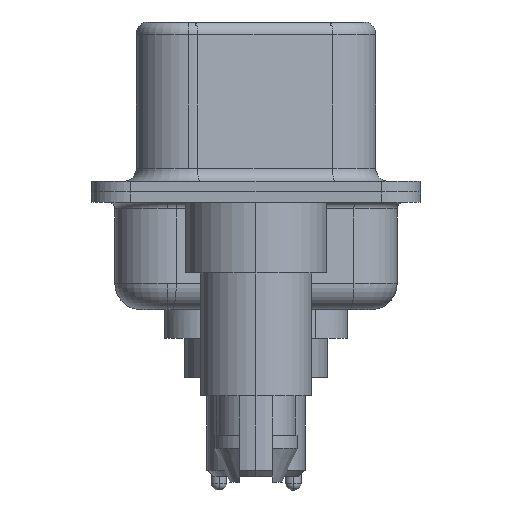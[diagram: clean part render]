
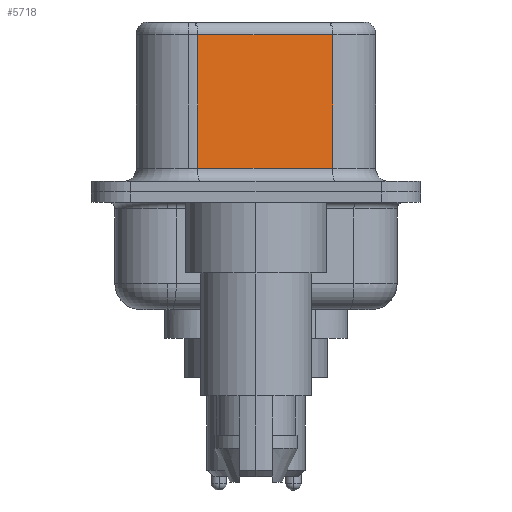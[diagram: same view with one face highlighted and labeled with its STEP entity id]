
A CAD part, left-side view. The second image highlights one B-rep face of the part: STEP entity #5718.
In plain terms, the highlighted planar face has unit normal (-0.985, -0.174, 0).
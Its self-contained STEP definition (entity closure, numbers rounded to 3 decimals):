
#26 = VECTOR ( 'NONE', #23726, 1000. ) ;
#199 = CARTESIAN_POINT ( 'NONE',  ( 3.67, 2.233, 6.52 ) ) ;
#449 = CARTESIAN_POINT ( 'NONE',  ( 4.58, -2.927, 6.02 ) ) ;
#978 = LINE ( 'NONE', #199, #26 ) ;
#1561 = ORIENTED_EDGE ( 'NONE', *, *, #8444, .T. ) ;
#3052 = ORIENTED_EDGE ( 'NONE', *, *, #13110, .T. ) ;
#5648 = VERTEX_POINT ( 'NONE', #449 ) ;
#5718 = ADVANCED_FACE ( 'NONE', ( #10930 ), #14107, .F. ) ;
#6975 = VERTEX_POINT ( 'NONE', #25470 ) ;
#7171 = CARTESIAN_POINT ( 'NONE',  ( 3.67, 2.233, 0.9 ) ) ;
#7244 = VECTOR ( 'NONE', #9858, 1000. ) ;
#7353 = DIRECTION ( 'NONE',  ( 0.174, -0.985, 0. ) ) ;
#7771 = DIRECTION ( 'NONE',  ( -0.174, 0.985, 0. ) ) ;
#8444 = EDGE_CURVE ( 'NONE', #5648, #6975, #14348, .T. ) ;
#9858 = DIRECTION ( 'NONE',  ( 0., 0., -1. ) ) ;
#10227 = VECTOR ( 'NONE', #7353, 1000. ) ;
#10930 = FACE_OUTER_BOUND ( 'NONE', #23050, .T. ) ;
#13110 = EDGE_CURVE ( 'NONE', #18434, #18970, #15832, .T. ) ;
#13568 = DIRECTION ( 'NONE',  ( 0.985, 0.174, 0. ) ) ;
#14107 = PLANE ( 'NONE',  #27124 ) ;
#14139 = CARTESIAN_POINT ( 'NONE',  ( 4.58, -2.927, 6.02 ) ) ;
#14348 = LINE ( 'NONE', #14139, #25093 ) ;
#14641 = DIRECTION ( 'NONE',  ( -0.174, 0.985, 0. ) ) ;
#14727 = CARTESIAN_POINT ( 'NONE',  ( 4.58, -2.927, 0.9 ) ) ;
#15832 = LINE ( 'NONE', #17917, #10227 ) ;
#16648 = ORIENTED_EDGE ( 'NONE', *, *, #26275, .F. ) ;
#17131 = EDGE_CURVE ( 'NONE', #6975, #18434, #978, .T. ) ;
#17170 = LINE ( 'NONE', #22626, #7244 ) ;
#17189 = ORIENTED_EDGE ( 'NONE', *, *, #17131, .T. ) ;
#17917 = CARTESIAN_POINT ( 'NONE',  ( 4.58, -2.927, 0.9 ) ) ;
#18434 = VERTEX_POINT ( 'NONE', #7171 ) ;
#18970 = VERTEX_POINT ( 'NONE', #14727 ) ;
#22626 = CARTESIAN_POINT ( 'NONE',  ( 4.58, -2.927, 6.52 ) ) ;
#23050 = EDGE_LOOP ( 'NONE', ( #16648, #1561, #17189, #3052 ) ) ;
#23726 = DIRECTION ( 'NONE',  ( 0., 0., -1. ) ) ;
#24788 = CARTESIAN_POINT ( 'NONE',  ( 4.58, -2.927, 6.52 ) ) ;
#25093 = VECTOR ( 'NONE', #7771, 1000. ) ;
#25470 = CARTESIAN_POINT ( 'NONE',  ( 3.67, 2.233, 6.02 ) ) ;
#26275 = EDGE_CURVE ( 'NONE', #5648, #18970, #17170, .T. ) ;
#27124 = AXIS2_PLACEMENT_3D ( 'NONE', #24788, #13568, #14641 ) ;
